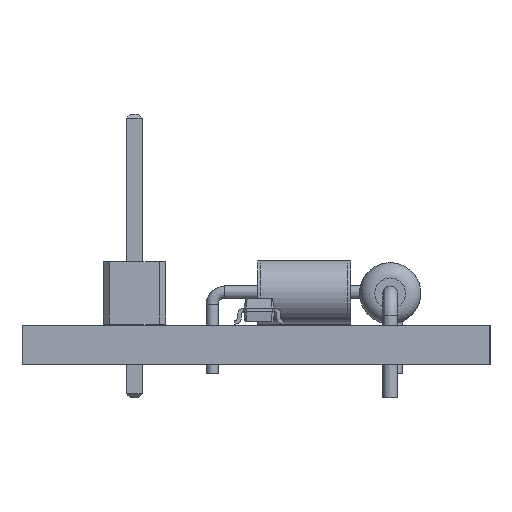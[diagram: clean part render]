
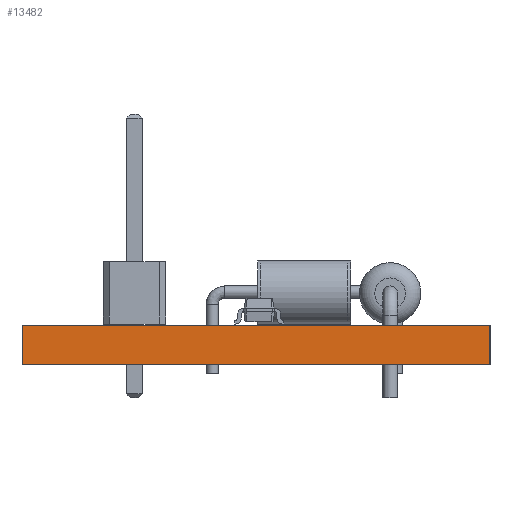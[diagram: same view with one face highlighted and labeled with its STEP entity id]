
A CAD part, left-side view. The second image highlights one B-rep face of the part: STEP entity #13482.
In plain terms, the highlighted planar face has unit normal (-1, 0, 0).
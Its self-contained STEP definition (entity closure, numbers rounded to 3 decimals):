
#13366 = EDGE_CURVE('',#13367,#13369,#13371,.T.);
#13367 = VERTEX_POINT('',#13368);
#13368 = CARTESIAN_POINT('',(48.26,-25.4,0.));
#13369 = VERTEX_POINT('',#13370);
#13370 = CARTESIAN_POINT('',(48.26,-25.4,1.6));
#13371 = SURFACE_CURVE('',#13372,(#13376,#13388),.PCURVE_S1.);
#13372 = LINE('',#13373,#13374);
#13373 = CARTESIAN_POINT('',(48.26,-25.4,0.));
#13374 = VECTOR('',#13375,1.);
#13375 = DIRECTION('',(0.,0.,1.));
#13376 = PCURVE('',#13377,#13382);
#13377 = PLANE('',#13378);
#13378 = AXIS2_PLACEMENT_3D('',#13379,#13380,#13381);
#13379 = CARTESIAN_POINT('',(48.26,-25.4,0.));
#13380 = DIRECTION('',(0.,1.,0.));
#13381 = DIRECTION('',(1.,0.,0.));
#13382 = DEFINITIONAL_REPRESENTATION('',(#13383),#13387);
#13383 = LINE('',#13384,#13385);
#13384 = CARTESIAN_POINT('',(0.,0.));
#13385 = VECTOR('',#13386,1.);
#13386 = DIRECTION('',(0.,-1.));
#13387 = ( GEOMETRIC_REPRESENTATION_CONTEXT(2) 
PARAMETRIC_REPRESENTATION_CONTEXT() REPRESENTATION_CONTEXT('2D SPACE',''
  ) );
#13388 = PCURVE('',#13389,#13394);
#13389 = PLANE('',#13390);
#13390 = AXIS2_PLACEMENT_3D('',#13391,#13392,#13393);
#13391 = CARTESIAN_POINT('',(48.26,-44.45,0.));
#13392 = DIRECTION('',(-1.,0.,0.));
#13393 = DIRECTION('',(0.,1.,0.));
#13394 = DEFINITIONAL_REPRESENTATION('',(#13395),#13399);
#13395 = LINE('',#13396,#13397);
#13396 = CARTESIAN_POINT('',(19.05,0.));
#13397 = VECTOR('',#13398,1.);
#13398 = DIRECTION('',(0.,-1.));
#13399 = ( GEOMETRIC_REPRESENTATION_CONTEXT(2) 
PARAMETRIC_REPRESENTATION_CONTEXT() REPRESENTATION_CONTEXT('2D SPACE',''
  ) );
#13417 = PLANE('',#13418);
#13418 = AXIS2_PLACEMENT_3D('',#13419,#13420,#13421);
#13419 = CARTESIAN_POINT('',(111.887,-34.925,1.6));
#13420 = DIRECTION('',(0.,0.,-1.));
#13421 = DIRECTION('',(-1.,0.,0.));
#13471 = PLANE('',#13472);
#13472 = AXIS2_PLACEMENT_3D('',#13473,#13474,#13475);
#13473 = CARTESIAN_POINT('',(111.887,-34.925,0.));
#13474 = DIRECTION('',(0.,0.,-1.));
#13475 = DIRECTION('',(-1.,0.,0.));
#13482 = ADVANCED_FACE('',(#13483),#13389,.T.);
#13483 = FACE_BOUND('',#13484,.T.);
#13484 = EDGE_LOOP('',(#13485,#13515,#13536,#13537));
#13485 = ORIENTED_EDGE('',*,*,#13486,.T.);
#13486 = EDGE_CURVE('',#13487,#13489,#13491,.T.);
#13487 = VERTEX_POINT('',#13488);
#13488 = CARTESIAN_POINT('',(48.26,-44.45,0.));
#13489 = VERTEX_POINT('',#13490);
#13490 = CARTESIAN_POINT('',(48.26,-44.45,1.6));
#13491 = SURFACE_CURVE('',#13492,(#13496,#13503),.PCURVE_S1.);
#13492 = LINE('',#13493,#13494);
#13493 = CARTESIAN_POINT('',(48.26,-44.45,0.));
#13494 = VECTOR('',#13495,1.);
#13495 = DIRECTION('',(0.,0.,1.));
#13496 = PCURVE('',#13389,#13497);
#13497 = DEFINITIONAL_REPRESENTATION('',(#13498),#13502);
#13498 = LINE('',#13499,#13500);
#13499 = CARTESIAN_POINT('',(0.,0.));
#13500 = VECTOR('',#13501,1.);
#13501 = DIRECTION('',(0.,-1.));
#13502 = ( GEOMETRIC_REPRESENTATION_CONTEXT(2) 
PARAMETRIC_REPRESENTATION_CONTEXT() REPRESENTATION_CONTEXT('2D SPACE',''
  ) );
#13503 = PCURVE('',#13504,#13509);
#13504 = PLANE('',#13505);
#13505 = AXIS2_PLACEMENT_3D('',#13506,#13507,#13508);
#13506 = CARTESIAN_POINT('',(175.514,-44.45,0.));
#13507 = DIRECTION('',(0.,-1.,0.));
#13508 = DIRECTION('',(-1.,0.,0.));
#13509 = DEFINITIONAL_REPRESENTATION('',(#13510),#13514);
#13510 = LINE('',#13511,#13512);
#13511 = CARTESIAN_POINT('',(127.254,0.));
#13512 = VECTOR('',#13513,1.);
#13513 = DIRECTION('',(0.,-1.));
#13514 = ( GEOMETRIC_REPRESENTATION_CONTEXT(2) 
PARAMETRIC_REPRESENTATION_CONTEXT() REPRESENTATION_CONTEXT('2D SPACE',''
  ) );
#13515 = ORIENTED_EDGE('',*,*,#13516,.T.);
#13516 = EDGE_CURVE('',#13489,#13369,#13517,.T.);
#13517 = SURFACE_CURVE('',#13518,(#13522,#13529),.PCURVE_S1.);
#13518 = LINE('',#13519,#13520);
#13519 = CARTESIAN_POINT('',(48.26,-44.45,1.6));
#13520 = VECTOR('',#13521,1.);
#13521 = DIRECTION('',(0.,1.,0.));
#13522 = PCURVE('',#13389,#13523);
#13523 = DEFINITIONAL_REPRESENTATION('',(#13524),#13528);
#13524 = LINE('',#13525,#13526);
#13525 = CARTESIAN_POINT('',(0.,-1.6));
#13526 = VECTOR('',#13527,1.);
#13527 = DIRECTION('',(1.,0.));
#13528 = ( GEOMETRIC_REPRESENTATION_CONTEXT(2) 
PARAMETRIC_REPRESENTATION_CONTEXT() REPRESENTATION_CONTEXT('2D SPACE',''
  ) );
#13529 = PCURVE('',#13417,#13530);
#13530 = DEFINITIONAL_REPRESENTATION('',(#13531),#13535);
#13531 = LINE('',#13532,#13533);
#13532 = CARTESIAN_POINT('',(63.627,-9.525));
#13533 = VECTOR('',#13534,1.);
#13534 = DIRECTION('',(0.,1.));
#13535 = ( GEOMETRIC_REPRESENTATION_CONTEXT(2) 
PARAMETRIC_REPRESENTATION_CONTEXT() REPRESENTATION_CONTEXT('2D SPACE',''
  ) );
#13536 = ORIENTED_EDGE('',*,*,#13366,.F.);
#13537 = ORIENTED_EDGE('',*,*,#13538,.F.);
#13538 = EDGE_CURVE('',#13487,#13367,#13539,.T.);
#13539 = SURFACE_CURVE('',#13540,(#13544,#13551),.PCURVE_S1.);
#13540 = LINE('',#13541,#13542);
#13541 = CARTESIAN_POINT('',(48.26,-44.45,0.));
#13542 = VECTOR('',#13543,1.);
#13543 = DIRECTION('',(0.,1.,0.));
#13544 = PCURVE('',#13389,#13545);
#13545 = DEFINITIONAL_REPRESENTATION('',(#13546),#13550);
#13546 = LINE('',#13547,#13548);
#13547 = CARTESIAN_POINT('',(0.,0.));
#13548 = VECTOR('',#13549,1.);
#13549 = DIRECTION('',(1.,0.));
#13550 = ( GEOMETRIC_REPRESENTATION_CONTEXT(2) 
PARAMETRIC_REPRESENTATION_CONTEXT() REPRESENTATION_CONTEXT('2D SPACE',''
  ) );
#13551 = PCURVE('',#13471,#13552);
#13552 = DEFINITIONAL_REPRESENTATION('',(#13553),#13557);
#13553 = LINE('',#13554,#13555);
#13554 = CARTESIAN_POINT('',(63.627,-9.525));
#13555 = VECTOR('',#13556,1.);
#13556 = DIRECTION('',(0.,1.));
#13557 = ( GEOMETRIC_REPRESENTATION_CONTEXT(2) 
PARAMETRIC_REPRESENTATION_CONTEXT() REPRESENTATION_CONTEXT('2D SPACE',''
  ) );
